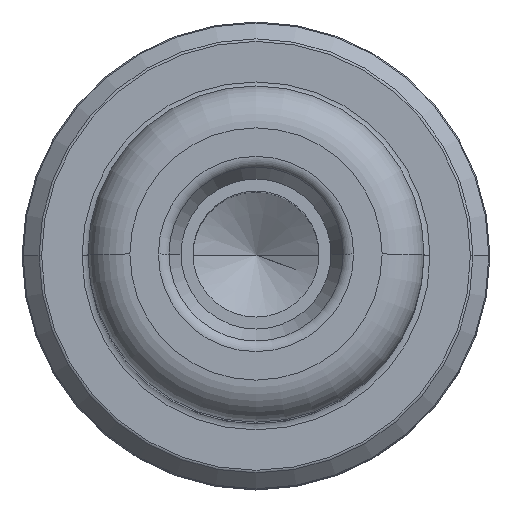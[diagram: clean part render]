
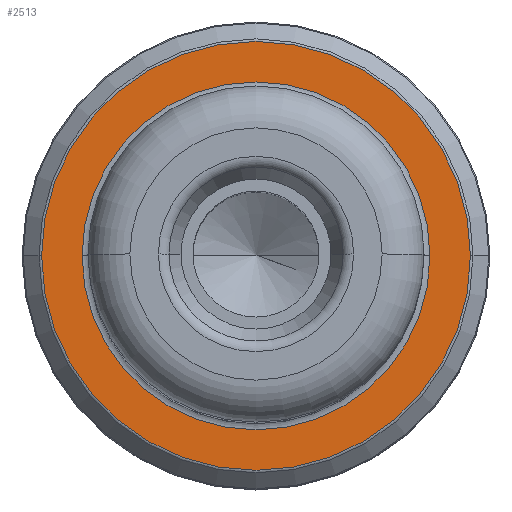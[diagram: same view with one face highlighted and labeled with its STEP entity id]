
A CAD part, top view. The second image highlights one B-rep face of the part: STEP entity #2513.
In plain terms, the highlighted planar face has unit normal (0, 0, 1).
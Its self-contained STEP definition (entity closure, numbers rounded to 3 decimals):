
#43 = CARTESIAN_POINT ( 'NONE',  ( 0., 0., 30. ) ) ;
#165 = DIRECTION ( 'NONE',  ( 0., 0., 1. ) ) ;
#276 = VERTEX_POINT ( 'NONE', #2634 ) ;
#326 = EDGE_LOOP ( 'NONE', ( #779, #907 ) ) ;
#341 = DIRECTION ( 'NONE',  ( 0., 0., -1. ) ) ;
#353 = AXIS2_PLACEMENT_3D ( 'NONE', #2082, #1557, #2323 ) ;
#361 = CARTESIAN_POINT ( 'NONE',  ( -14.5, 0., 30. ) ) ;
#390 = DIRECTION ( 'NONE',  ( 0., 0., 1. ) ) ;
#450 = CARTESIAN_POINT ( 'NONE',  ( 0., 0., 30. ) ) ;
#712 = EDGE_CURVE ( 'NONE', #1492, #276, #2632, .T. ) ;
#779 = ORIENTED_EDGE ( 'NONE', *, *, #1856, .T. ) ;
#847 = CIRCLE ( 'NONE', #353, 14.5 ) ;
#898 = EDGE_CURVE ( 'NONE', #3765, #3438, #2131, .T. ) ;
#907 = ORIENTED_EDGE ( 'NONE', *, *, #898, .T. ) ;
#1248 = DIRECTION ( 'NONE',  ( 0., 0., 1. ) ) ;
#1263 = EDGE_CURVE ( 'NONE', #276, #1492, #3031, .T. ) ;
#1422 = AXIS2_PLACEMENT_3D ( 'NONE', #2893, #165, #2589 ) ;
#1466 = AXIS2_PLACEMENT_3D ( 'NONE', #43, #1248, #2178 ) ;
#1492 = VERTEX_POINT ( 'NONE', #3130 ) ;
#1551 = FACE_OUTER_BOUND ( 'NONE', #2855, .T. ) ;
#1557 = DIRECTION ( 'NONE',  ( 0., 0., -1. ) ) ;
#1856 = EDGE_CURVE ( 'NONE', #3438, #3765, #847, .T. ) ;
#2082 = CARTESIAN_POINT ( 'NONE',  ( 0., 0., 30. ) ) ;
#2131 = CIRCLE ( 'NONE', #3717, 14.5 ) ;
#2178 = DIRECTION ( 'NONE',  ( 1., 0., 0. ) ) ;
#2323 = DIRECTION ( 'NONE',  ( -1., 0., 0. ) ) ;
#2380 = AXIS2_PLACEMENT_3D ( 'NONE', #450, #390, #3459 ) ;
#2513 = ADVANCED_FACE ( 'NONE', ( #3159, #1551 ), #2771, .T. ) ;
#2589 = DIRECTION ( 'NONE',  ( 1., 0., 0. ) ) ;
#2632 = CIRCLE ( 'NONE', #2380, 17.876 ) ;
#2634 = CARTESIAN_POINT ( 'NONE',  ( 17.876, 0., 30. ) ) ;
#2771 = PLANE ( 'NONE',  #1466 ) ;
#2855 = EDGE_LOOP ( 'NONE', ( #2949, #3591 ) ) ;
#2893 = CARTESIAN_POINT ( 'NONE',  ( 0., 0., 30. ) ) ;
#2949 = ORIENTED_EDGE ( 'NONE', *, *, #1263, .T. ) ;
#3031 = CIRCLE ( 'NONE', #1422, 17.876 ) ;
#3130 = CARTESIAN_POINT ( 'NONE',  ( -17.876, 0., 30. ) ) ;
#3159 = FACE_BOUND ( 'NONE', #326, .T. ) ;
#3378 = DIRECTION ( 'NONE',  ( -1., 0., 0. ) ) ;
#3395 = CARTESIAN_POINT ( 'NONE',  ( 0., 0., 30. ) ) ;
#3438 = VERTEX_POINT ( 'NONE', #361 ) ;
#3459 = DIRECTION ( 'NONE',  ( 1., 0., 0. ) ) ;
#3585 = CARTESIAN_POINT ( 'NONE',  ( 14.5, 0., 30. ) ) ;
#3591 = ORIENTED_EDGE ( 'NONE', *, *, #712, .T. ) ;
#3717 = AXIS2_PLACEMENT_3D ( 'NONE', #3395, #341, #3378 ) ;
#3765 = VERTEX_POINT ( 'NONE', #3585 ) ;
